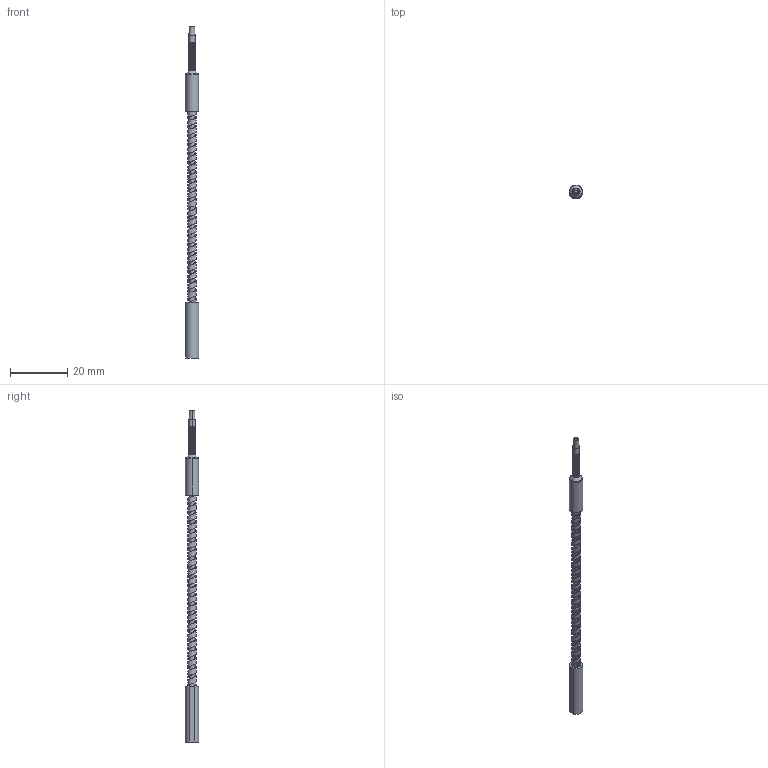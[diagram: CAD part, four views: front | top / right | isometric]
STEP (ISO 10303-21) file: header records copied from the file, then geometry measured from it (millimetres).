
FILE_DESCRIPTION((''),'2;1');
FILE_NAME('161873_ASM','2021-07-06T14:33:51',('PDMAdmin'),('BANNER ENGINEERING'),'CREO PARAMETRIC BY PTC INC, 2019292','CREO PARAMETRIC BY PTC INC, 2019292','');
FILE_SCHEMA(('CONFIG_CONTROL_DESIGN'));
Length unit declared in the file: millimetre
Products named in the file (4): SS_TUBING_STW_-120; 110532; FTI_B158128; 161873_ASM
Assembly tree (3 placements, depth 2):
  161873_ASM
    SS_TUBING_STW_-120
    110532
    FTI_B158128
Bounding box: 4.62 x 4.75 x 116.11 mm (x, y, z)
Volume: 501.1 mm3; surface area: 2764 mm2
Topology: 3 solids, 3 shells, 499 faces, 1010 edges, 517 vertices
Faces by surface type: torus 200, cone 136, cylinder 80, bspline 74, plane 9
Entity records: 27929 total; most frequent: CARTESIAN_POINT 17477, DIRECTION 2427, ORIENTED_EDGE 2020, AXIS2_PLACEMENT_3D 1061, EDGE_CURVE 1010, CIRCLE 629, VERTEX_POINT 517, EDGE_LOOP 503
